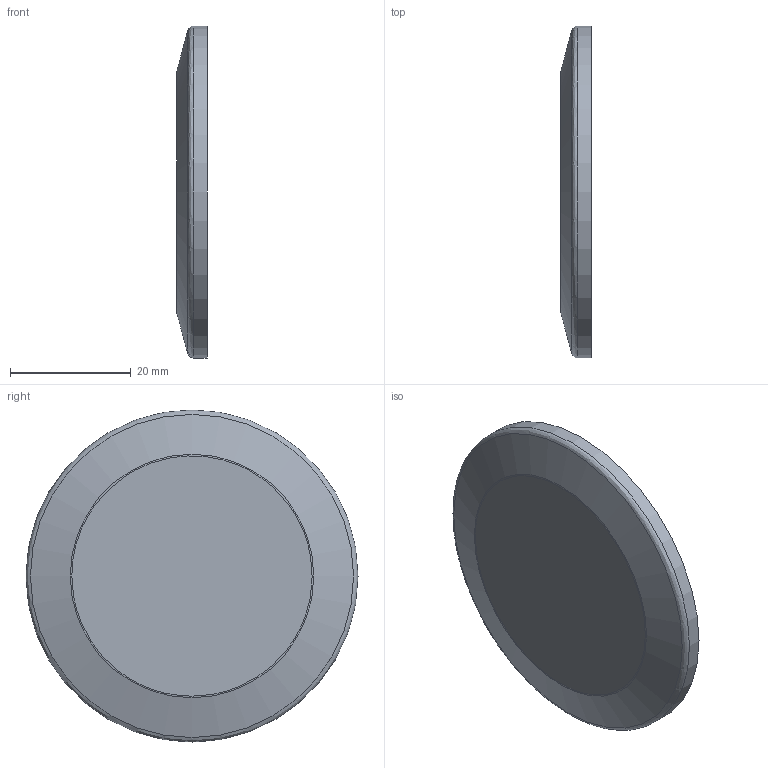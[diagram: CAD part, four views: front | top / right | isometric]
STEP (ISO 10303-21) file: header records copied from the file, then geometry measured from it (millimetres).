
FILE_DESCRIPTION (( 'STEP AP214' ), '1' );
FILE_NAME ('FULLVAC BP1KF40.STEP', '2019-03-26T13:36:09', ( '' ), ( '' ), 'SwSTEP 2.0', 'SolidWorks 2017', '' );
FILE_SCHEMA (( 'AUTOMOTIVE_DESIGN' ));
Length unit declared in the file: millimetre
Products named in the file (1): FULLVAC BP1KF40
Bounding box: 5 x 55 x 55 mm (x, y, z)
Volume: 9571 mm3; surface area: 6228.8 mm2
Topology: 1 solids, 1 shells, 10 faces, 19 edges, 13 vertices
Faces by surface type: plane 4, cylinder 3, bspline 2, cone 1
Full cylindrical faces by diameter (mm): 31.2 x1, 41.2 x1, 55 x1
Entity records: 727 total; most frequent: CARTESIAN_POINT 539, DIRECTION 34, EDGE_LOOP 18, ORIENTED_EDGE 18, AXIS2_PLACEMENT_3D 17, FACE_OUTER_BOUND 15, ADVANCED_FACE 10, EDGE_CURVE 9
